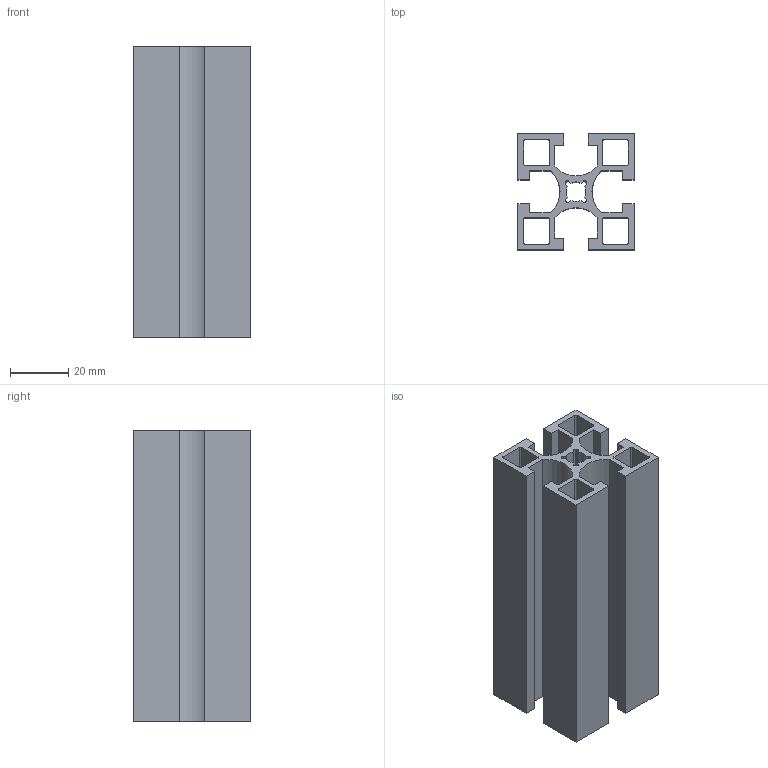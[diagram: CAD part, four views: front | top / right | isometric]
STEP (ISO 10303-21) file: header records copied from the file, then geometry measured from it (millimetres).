
FILE_DESCRIPTION((''),'2;1');
FILE_NAME('AGF4040-8.stp','2009-09-01T14:18:28',('Administrator'),(''),'Autodesk Inventor 2008','Autodesk Inventor 2008','');
FILE_SCHEMA(('AUTOMOTIVE_DESIGN { 1 0 10303 214 1 1 1 1 }'));
Length unit declared in the file: millimetre
Products named in the file (1): AGF4040-8
Bounding box: 40 x 40 x 100 mm (x, y, z)
Volume: 54959 mm3; surface area: 49046.3 mm2
Topology: 1 solids, 1 shells, 94 faces, 276 edges, 184 vertices
Faces by surface type: plane 58, cylinder 36
Entity records: 3178 total; most frequent: CARTESIAN_POINT 555, ORIENTED_EDGE 552, DIRECTION 538, EDGE_CURVE 276, VECTOR 204, LINE 204, VERTEX_POINT 184, AXIS2_PLACEMENT_3D 167
